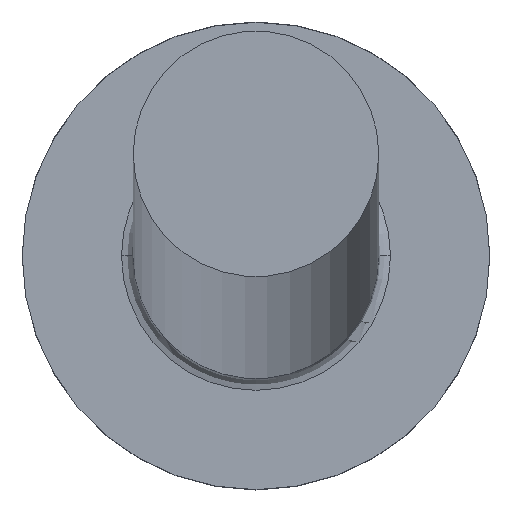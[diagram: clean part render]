
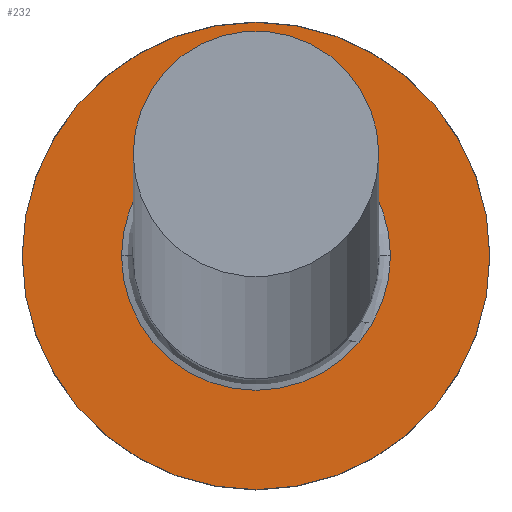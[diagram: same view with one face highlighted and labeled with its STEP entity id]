
A CAD part, top view. The second image highlights one B-rep face of the part: STEP entity #232.
In plain terms, the highlighted planar face has unit normal (0, 0, 1).
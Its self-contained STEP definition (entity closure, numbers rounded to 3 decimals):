
#5 = ORIENTED_EDGE ( 'NONE', *, *, #121, .T. ) ;
#7 = DIRECTION ( 'NONE',  ( 1., 0., 0. ) ) ;
#10 = DIRECTION ( 'NONE',  ( 1., 0., 0. ) ) ;
#18 = VERTEX_POINT ( 'NONE', #243 ) ;
#22 = ORIENTED_EDGE ( 'NONE', *, *, #283, .T. ) ;
#35 = CARTESIAN_POINT ( 'NONE',  ( 0., 0., 3. ) ) ;
#38 = CIRCLE ( 'NONE', #213, 2.3 ) ;
#53 = FACE_BOUND ( 'NONE', #279, .T. ) ;
#56 = CARTESIAN_POINT ( 'NONE',  ( 0., 0., 3. ) ) ;
#58 = FACE_OUTER_BOUND ( 'NONE', #156, .T. ) ;
#80 = DIRECTION ( 'NONE',  ( 1., 0., 0. ) ) ;
#90 = DIRECTION ( 'NONE',  ( 0., 0., 1. ) ) ;
#117 = CIRCLE ( 'NONE', #238, 2.3 ) ;
#119 = DIRECTION ( 'NONE',  ( 0., 0., -1. ) ) ;
#121 = EDGE_CURVE ( 'NONE', #161, #298, #165, .T. ) ;
#123 = EDGE_CURVE ( 'NONE', #18, #250, #38, .T. ) ;
#125 = DIRECTION ( 'NONE',  ( 1., 0., 0. ) ) ;
#133 = CARTESIAN_POINT ( 'NONE',  ( -4., 0., 3. ) ) ;
#137 = DIRECTION ( 'NONE',  ( 0., 0., 1. ) ) ;
#138 = AXIS2_PLACEMENT_3D ( 'NONE', #35, #90, #125 ) ;
#152 = ORIENTED_EDGE ( 'NONE', *, *, #207, .T. ) ;
#156 = EDGE_LOOP ( 'NONE', ( #22, #5 ) ) ;
#161 = VERTEX_POINT ( 'NONE', #192 ) ;
#163 = CARTESIAN_POINT ( 'NONE',  ( 0., 0., 3. ) ) ;
#165 = CIRCLE ( 'NONE', #138, 4. ) ;
#185 = DIRECTION ( 'NONE',  ( 0., 0., 1. ) ) ;
#190 = CIRCLE ( 'NONE', #219, 4. ) ;
#192 = CARTESIAN_POINT ( 'NONE',  ( 4., 0., 3. ) ) ;
#207 = EDGE_CURVE ( 'NONE', #250, #18, #117, .T. ) ;
#211 = DIRECTION ( 'NONE',  ( 1., 0., 0. ) ) ;
#213 = AXIS2_PLACEMENT_3D ( 'NONE', #215, #288, #10 ) ;
#214 = CARTESIAN_POINT ( 'NONE',  ( -2.3, 0., 3. ) ) ;
#215 = CARTESIAN_POINT ( 'NONE',  ( 0., 0., 3. ) ) ;
#219 = AXIS2_PLACEMENT_3D ( 'NONE', #163, #137, #211 ) ;
#232 = ADVANCED_FACE ( 'NONE', ( #53, #58 ), #282, .T. ) ;
#238 = AXIS2_PLACEMENT_3D ( 'NONE', #56, #119, #7 ) ;
#243 = CARTESIAN_POINT ( 'NONE',  ( 2.3, 0., 3. ) ) ;
#250 = VERTEX_POINT ( 'NONE', #214 ) ;
#255 = ORIENTED_EDGE ( 'NONE', *, *, #123, .T. ) ;
#279 = EDGE_LOOP ( 'NONE', ( #255, #152 ) ) ;
#280 = AXIS2_PLACEMENT_3D ( 'NONE', #289, #185, #80 ) ;
#282 = PLANE ( 'NONE',  #280 ) ;
#283 = EDGE_CURVE ( 'NONE', #298, #161, #190, .T. ) ;
#288 = DIRECTION ( 'NONE',  ( 0., 0., -1. ) ) ;
#289 = CARTESIAN_POINT ( 'NONE',  ( 0., 0., 3. ) ) ;
#298 = VERTEX_POINT ( 'NONE', #133 ) ;
